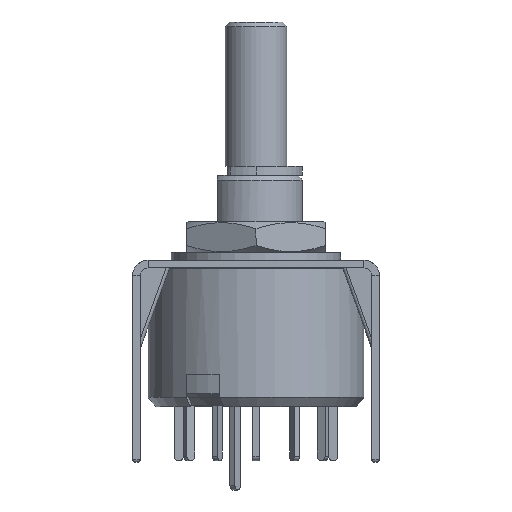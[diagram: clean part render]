
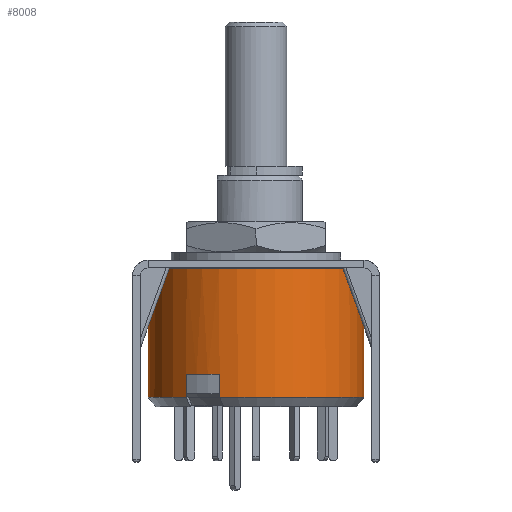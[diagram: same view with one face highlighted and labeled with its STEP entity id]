
A CAD part, front view. The second image highlights one B-rep face of the part: STEP entity #8008.
In plain terms, the highlighted cylindrical face has radius 7 mm (diameter 14 mm), a partial arc.
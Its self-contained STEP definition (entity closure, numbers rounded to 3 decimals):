
#25 = DIRECTION ( 'NONE',  ( 0., 0., -1. ) ) ;
#412 = AXIS2_PLACEMENT_3D ( 'NONE', #12064, #13399, #15886 ) ;
#753 = EDGE_CURVE ( 'NONE', #893, #6842, #15911, .T. ) ;
#809 = EDGE_CURVE ( 'NONE', #6627, #10810, #14284, .T. ) ;
#826 = CARTESIAN_POINT ( 'NONE',  ( 0., 0., 9. ) ) ;
#893 = VERTEX_POINT ( 'NONE', #15002 ) ;
#1102 = VERTEX_POINT ( 'NONE', #9199 ) ;
#1261 = EDGE_CURVE ( 'NONE', #2297, #12198, #13459, .T. ) ;
#1275 = ORIENTED_EDGE ( 'NONE', *, *, #13372, .F. ) ;
#1438 = CARTESIAN_POINT ( 'NONE',  ( -4.526, -5.34, 9. ) ) ;
#1841 = CARTESIAN_POINT ( 'NONE',  ( -2.361, -6.59, -5.9 ) ) ;
#2073 = CARTESIAN_POINT ( 'NONE',  ( 0., 0., -5.9 ) ) ;
#2297 = VERTEX_POINT ( 'NONE', #1841 ) ;
#2782 = DIRECTION ( 'NONE',  ( 0., 0., 1. ) ) ;
#2874 = DIRECTION ( 'NONE',  ( 0., 0., -1. ) ) ;
#3007 = ORIENTED_EDGE ( 'NONE', *, *, #753, .T. ) ;
#3133 = ORIENTED_EDGE ( 'NONE', *, *, #8208, .F. ) ;
#3206 = AXIS2_PLACEMENT_3D ( 'NONE', #2073, #13973, #6008 ) ;
#3389 = DIRECTION ( 'NONE',  ( 0., 0., -1. ) ) ;
#3452 = VECTOR ( 'NONE', #7885, 1000. ) ;
#3635 = CARTESIAN_POINT ( 'NONE',  ( 7., 0., 9. ) ) ;
#4506 = DIRECTION ( 'NONE',  ( 1., 0., 0. ) ) ;
#4929 = ORIENTED_EDGE ( 'NONE', *, *, #13100, .T. ) ;
#5179 = ORIENTED_EDGE ( 'NONE', *, *, #6910, .T. ) ;
#5277 = ORIENTED_EDGE ( 'NONE', *, *, #15306, .F. ) ;
#5371 = VECTOR ( 'NONE', #2782, 1000. ) ;
#6008 = DIRECTION ( 'NONE',  ( -1., 0., 0. ) ) ;
#6611 = VERTEX_POINT ( 'NONE', #15221 ) ;
#6627 = VERTEX_POINT ( 'NONE', #12565 ) ;
#6842 = VERTEX_POINT ( 'NONE', #9476 ) ;
#6910 = EDGE_CURVE ( 'NONE', #6842, #1102, #10830, .T. ) ;
#7696 = AXIS2_PLACEMENT_3D ( 'NONE', #826, #3389, #13929 ) ;
#7787 = LINE ( 'NONE', #3635, #3452 ) ;
#7885 = DIRECTION ( 'NONE',  ( 0., 0., -1. ) ) ;
#7896 = CARTESIAN_POINT ( 'NONE',  ( -4.526, -5.34, -5.9 ) ) ;
#8008 = ADVANCED_FACE ( 'NONE', ( #12800 ), #16322, .T. ) ;
#8074 = DIRECTION ( 'NONE',  ( 0., 0., -1. ) ) ;
#8208 = EDGE_CURVE ( 'NONE', #893, #6611, #7787, .T. ) ;
#8911 = AXIS2_PLACEMENT_3D ( 'NONE', #14928, #2874, #4506 ) ;
#9199 = CARTESIAN_POINT ( 'NONE',  ( -7., 0., -7.4 ) ) ;
#9308 = CIRCLE ( 'NONE', #8911, 7. ) ;
#9476 = CARTESIAN_POINT ( 'NONE',  ( -7., 0., 0.95 ) ) ;
#10699 = CARTESIAN_POINT ( 'NONE',  ( 0., 0., -7.4 ) ) ;
#10798 = ORIENTED_EDGE ( 'NONE', *, *, #809, .T. ) ;
#10810 = VERTEX_POINT ( 'NONE', #7896 ) ;
#10830 = LINE ( 'NONE', #13238, #13326 ) ;
#11210 = AXIS2_PLACEMENT_3D ( 'NONE', #10699, #25, #14596 ) ;
#12064 = CARTESIAN_POINT ( 'NONE',  ( 0., 0., 0.95 ) ) ;
#12198 = VERTEX_POINT ( 'NONE', #15852 ) ;
#12565 = CARTESIAN_POINT ( 'NONE',  ( -4.526, -5.34, -7.4 ) ) ;
#12800 = FACE_OUTER_BOUND ( 'NONE', #14796, .T. ) ;
#13100 = EDGE_CURVE ( 'NONE', #10810, #2297, #15766, .T. ) ;
#13238 = CARTESIAN_POINT ( 'NONE',  ( -7., 0., 9. ) ) ;
#13326 = VECTOR ( 'NONE', #14393, 1000. ) ;
#13372 = EDGE_CURVE ( 'NONE', #6611, #12198, #15987, .T. ) ;
#13399 = DIRECTION ( 'NONE',  ( 0., 0., -1. ) ) ;
#13459 = LINE ( 'NONE', #14746, #15315 ) ;
#13929 = DIRECTION ( 'NONE',  ( -1., 0., 0. ) ) ;
#13944 = ORIENTED_EDGE ( 'NONE', *, *, #1261, .T. ) ;
#13973 = DIRECTION ( 'NONE',  ( 0., 0., 1. ) ) ;
#14284 = LINE ( 'NONE', #1438, #5371 ) ;
#14393 = DIRECTION ( 'NONE',  ( 0., 0., -1. ) ) ;
#14596 = DIRECTION ( 'NONE',  ( 1., 0., 0. ) ) ;
#14746 = CARTESIAN_POINT ( 'NONE',  ( -2.361, -6.59, 9. ) ) ;
#14796 = EDGE_LOOP ( 'NONE', ( #3133, #3007, #5179, #5277, #10798, #4929, #13944, #1275 ) ) ;
#14928 = CARTESIAN_POINT ( 'NONE',  ( 0., 0., -7.4 ) ) ;
#15002 = CARTESIAN_POINT ( 'NONE',  ( 7., 0., 0.95 ) ) ;
#15221 = CARTESIAN_POINT ( 'NONE',  ( 7., 0., -7.4 ) ) ;
#15306 = EDGE_CURVE ( 'NONE', #6627, #1102, #9308, .T. ) ;
#15315 = VECTOR ( 'NONE', #8074, 1000. ) ;
#15766 = CIRCLE ( 'NONE', #3206, 7. ) ;
#15852 = CARTESIAN_POINT ( 'NONE',  ( -2.361, -6.59, -7.4 ) ) ;
#15886 = DIRECTION ( 'NONE',  ( -1., 0., 0. ) ) ;
#15911 = CIRCLE ( 'NONE', #412, 7. ) ;
#15987 = CIRCLE ( 'NONE', #11210, 7. ) ;
#16322 = CYLINDRICAL_SURFACE ( 'NONE', #7696, 7. ) ;
